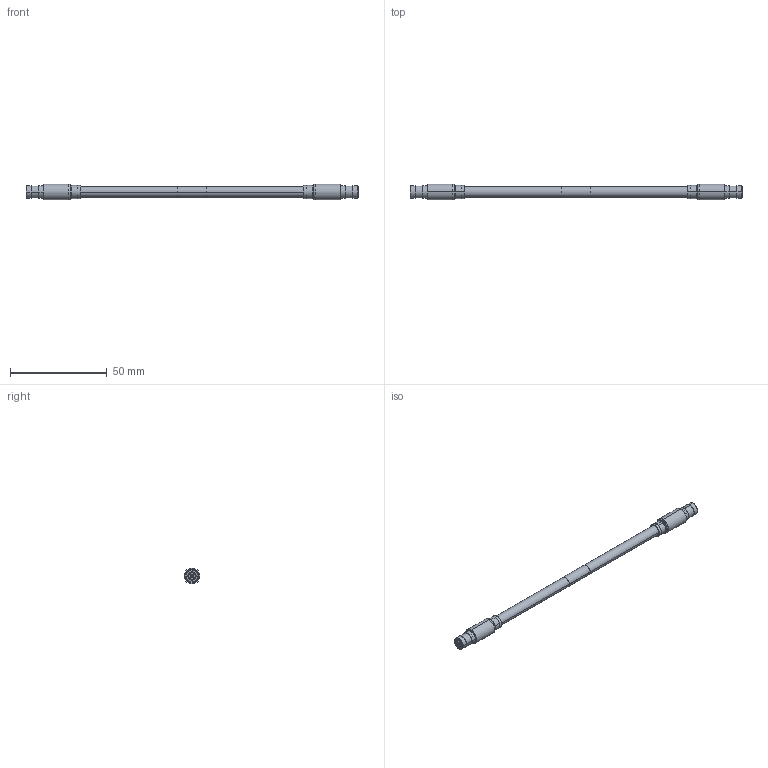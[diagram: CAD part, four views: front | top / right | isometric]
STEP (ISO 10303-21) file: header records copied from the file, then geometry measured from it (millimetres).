
FILE_DESCRIPTION (( 'STEP AP203' ), '1' );
FILE_NAME ('FMCA2783.STEP', '2022-03-09T20:07:43', ( '' ), ( '' ), 'SwSTEP 2.0', 'SolidWorks 2021', '' );
FILE_SCHEMA (( 'CONFIG_CONTROL_DESIGN' ));
Length unit declared in the file: millimetre
Products named in the file (6): FMCN1757; RG223_with label; FMCA2783; FMCN1757_FERRULE; CA-240-MA1_.75" Long
Assembly tree (7 placements, depth 3):
  FMCA2783
    RG223_with label
    CA-240-MA1_.75" Long  x2
    FMCN1757  x2
      FMCN1757
      FMCN1757_FERRULE
Bounding box: 171.25 x 8.13 x 8.13 mm (x, y, z)
Volume: 4355.9 mm3; surface area: 7032.3 mm2
Topology: 8 solids, 8 shells, 268 faces, 606 edges, 384 vertices
Faces by surface type: cylinder 98, plane 94, torus 48, cone 28
Entity records: 4702 total; most frequent: CARTESIAN_POINT 780, DIRECTION 762, ORIENTED_EDGE 624, AXIS2_PLACEMENT_3D 324, EDGE_CURVE 312, VERTEX_POINT 198, CIRCLE 174, EDGE_LOOP 160
